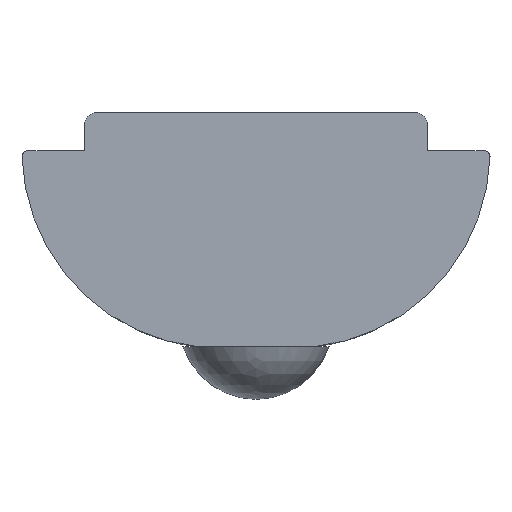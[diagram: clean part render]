
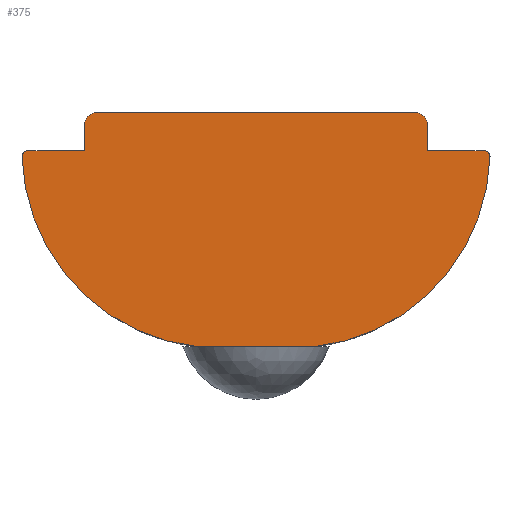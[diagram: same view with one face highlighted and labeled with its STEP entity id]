
A CAD part, left-side view. The second image highlights one B-rep face of the part: STEP entity #375.
In plain terms, the highlighted planar face has unit normal (-1, 0, 0).
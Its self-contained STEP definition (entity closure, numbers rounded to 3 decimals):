
#37=FACE_OUTER_BOUND('',#58,.T.);
#58=EDGE_LOOP('',(#295,#296,#297,#298,#299,#300,#301,#302,#303,#304,#305,
#306));
#75=CIRCLE('',#421,0.2);
#82=CIRCLE('',#431,0.2);
#83=CIRCLE('',#433,0.1);
#84=CIRCLE('',#436,3.37);
#85=CIRCLE('',#437,3.37);
#86=CIRCLE('',#438,0.1);
#103=LINE('',#626,#134);
#108=LINE('',#642,#139);
#110=LINE('',#645,#141);
#111=LINE('',#649,#142);
#112=LINE('',#655,#143);
#113=LINE('',#656,#144);
#134=VECTOR('',#509,10.);
#139=VECTOR('',#526,10.);
#141=VECTOR('',#530,10.);
#142=VECTOR('',#533,10.);
#143=VECTOR('',#538,10.);
#144=VECTOR('',#539,10.);
#163=VERTEX_POINT('',#600);
#164=VERTEX_POINT('',#602);
#173=VERTEX_POINT('',#625);
#175=VERTEX_POINT('',#631);
#176=VERTEX_POINT('',#635);
#177=VERTEX_POINT('',#637);
#178=VERTEX_POINT('',#641);
#179=VERTEX_POINT('',#646);
#180=VERTEX_POINT('',#648);
#181=VERTEX_POINT('',#650);
#182=VERTEX_POINT('',#652);
#183=VERTEX_POINT('',#654);
#203=EDGE_CURVE('',#163,#164,#75,.T.);
#215=EDGE_CURVE('',#173,#164,#103,.T.);
#218=EDGE_CURVE('',#173,#175,#82,.T.);
#221=EDGE_CURVE('',#176,#177,#83,.T.);
#223=EDGE_CURVE('',#178,#177,#108,.T.);
#225=EDGE_CURVE('',#163,#178,#110,.T.);
#226=EDGE_CURVE('',#176,#179,#84,.T.);
#227=EDGE_CURVE('',#179,#180,#111,.T.);
#228=EDGE_CURVE('',#180,#181,#85,.T.);
#229=EDGE_CURVE('',#182,#181,#86,.T.);
#230=EDGE_CURVE('',#182,#183,#112,.T.);
#231=EDGE_CURVE('',#183,#175,#113,.T.);
#295=ORIENTED_EDGE('',*,*,#203,.F.);
#296=ORIENTED_EDGE('',*,*,#225,.T.);
#297=ORIENTED_EDGE('',*,*,#223,.T.);
#298=ORIENTED_EDGE('',*,*,#221,.F.);
#299=ORIENTED_EDGE('',*,*,#226,.T.);
#300=ORIENTED_EDGE('',*,*,#227,.T.);
#301=ORIENTED_EDGE('',*,*,#228,.T.);
#302=ORIENTED_EDGE('',*,*,#229,.F.);
#303=ORIENTED_EDGE('',*,*,#230,.T.);
#304=ORIENTED_EDGE('',*,*,#231,.T.);
#305=ORIENTED_EDGE('',*,*,#218,.F.);
#306=ORIENTED_EDGE('',*,*,#215,.T.);
#359=PLANE('',#435);
#375=ADVANCED_FACE('',(#37),#359,.F.);
#421=AXIS2_PLACEMENT_3D('',#603,#487,#488);
#431=AXIS2_PLACEMENT_3D('',#632,#515,#516);
#433=AXIS2_PLACEMENT_3D('',#638,#521,#522);
#435=AXIS2_PLACEMENT_3D('',#644,#528,#529);
#436=AXIS2_PLACEMENT_3D('',#647,#531,#532);
#437=AXIS2_PLACEMENT_3D('',#651,#534,#535);
#438=AXIS2_PLACEMENT_3D('',#653,#536,#537);
#487=DIRECTION('center_axis',(1.,0.,0.));
#488=DIRECTION('ref_axis',(0.,0.707,0.707));
#509=DIRECTION('',(0.,1.,0.));
#515=DIRECTION('center_axis',(1.,0.,0.));
#516=DIRECTION('ref_axis',(0.,-0.707,0.707));
#521=DIRECTION('center_axis',(1.,0.,0.));
#522=DIRECTION('ref_axis',(0.,0.718,0.696));
#526=DIRECTION('',(0.,1.,0.));
#528=DIRECTION('center_axis',(1.,0.,0.));
#529=DIRECTION('ref_axis',(0.,0.,-1.));
#530=DIRECTION('',(0.,0.,-1.));
#531=DIRECTION('center_axis',(-1.,0.,0.));
#532=DIRECTION('ref_axis',(0.,0.11,-0.994));
#533=DIRECTION('',(0.,-1.,0.));
#534=DIRECTION('center_axis',(-1.,0.,0.));
#535=DIRECTION('ref_axis',(0.,-1.,0.));
#536=DIRECTION('center_axis',(1.,0.,0.));
#537=DIRECTION('ref_axis',(0.,-0.718,0.696));
#538=DIRECTION('',(0.,1.,0.));
#539=DIRECTION('',(0.,0.,1.));
#600=CARTESIAN_POINT('',(-6.9,2.925,1.8));
#602=CARTESIAN_POINT('',(-6.9,2.725,2.));
#603=CARTESIAN_POINT('Origin',(-6.9,2.725,1.8));
#625=CARTESIAN_POINT('',(-6.9,-2.725,2.));
#626=CARTESIAN_POINT('',(-6.9,4.,2.));
#631=CARTESIAN_POINT('',(-6.9,-2.925,1.8));
#632=CARTESIAN_POINT('Origin',(-6.9,-2.725,1.8));
#635=CARTESIAN_POINT('',(-6.9,3.998,1.247));
#637=CARTESIAN_POINT('',(-6.9,3.898,1.35));
#638=CARTESIAN_POINT('Origin',(-6.9,3.898,1.25));
#641=CARTESIAN_POINT('',(-6.9,2.925,1.35));
#642=CARTESIAN_POINT('',(-6.9,4.,1.35));
#644=CARTESIAN_POINT('Origin',(-6.9,0.,0.));
#645=CARTESIAN_POINT('',(-6.9,2.925,1.35));
#646=CARTESIAN_POINT('',(-6.9,1.,-2.));
#647=CARTESIAN_POINT('Origin',(-6.9,0.63,1.35));
#648=CARTESIAN_POINT('',(-6.9,-1.,-2.));
#649=CARTESIAN_POINT('',(-6.9,-1.,-2.));
#650=CARTESIAN_POINT('',(-6.9,-3.998,1.247));
#651=CARTESIAN_POINT('Origin',(-6.9,-0.63,1.35));
#652=CARTESIAN_POINT('',(-6.9,-3.898,1.35));
#653=CARTESIAN_POINT('Origin',(-6.9,-3.898,1.25));
#654=CARTESIAN_POINT('',(-6.9,-2.925,1.35));
#655=CARTESIAN_POINT('',(-6.9,-2.925,1.35));
#656=CARTESIAN_POINT('',(-6.9,-2.925,2.));
